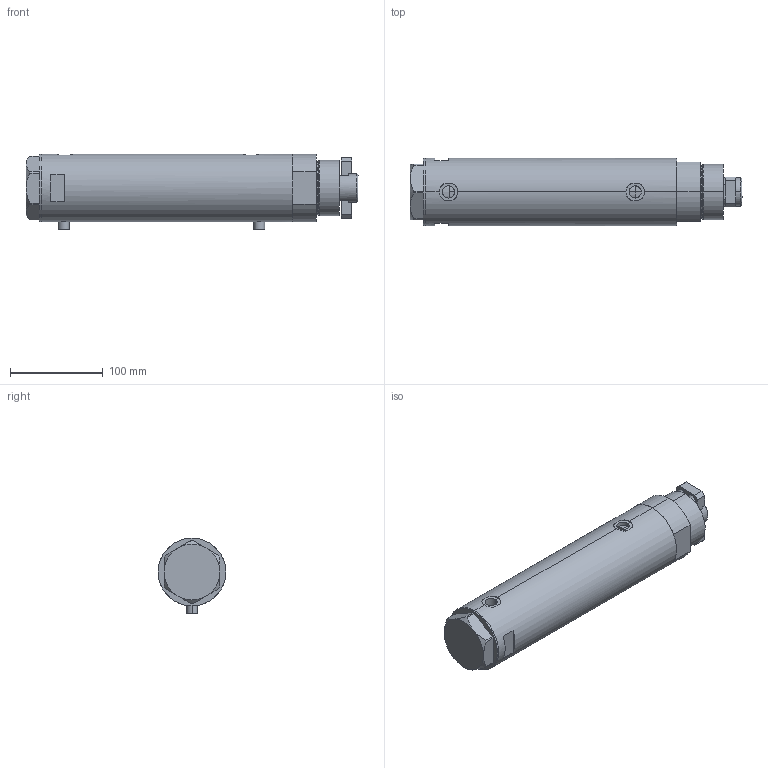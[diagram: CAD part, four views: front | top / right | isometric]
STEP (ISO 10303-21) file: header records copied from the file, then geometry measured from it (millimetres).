
FILE_DESCRIPTION (( 'STEP AP203' ), '1' );
FILE_NAME ('f517.STEP', '2024-02-11T10:04:59', ( '' ), ( '' ), 'SwSTEP 2.0', 'SolidWorks 2019', '' );
FILE_SCHEMA (( 'CONFIG_CONTROL_DESIGN' ));
Length unit declared in the file: millimetre
Products named in the file (6): f517; V270CG_RF211D 0b503309ee862da0a57e0ed310f23af5; V270CG_VC 0b503309ee862da0a57e0ed310f23af5; V270CG_MIDDLE 0b503309ee862da0a57e0ed310f23af5; V270CG_FRONT 0b503309ee862da0a57e0ed310f23af5; V270CG_BACK 0b503309ee862da0a57e0ed310f23af5
Assembly tree (6 placements, depth 2):
  f517
    V270CG_MIDDLE 0b503309ee862da0a57e0ed310f23af5
    V270CG_BACK 0b503309ee862da0a57e0ed310f23af5
    V270CG_FRONT 0b503309ee862da0a57e0ed310f23af5
    V270CG_VC 0b503309ee862da0a57e0ed310f23af5
    V270CG_RF211D 0b503309ee862da0a57e0ed310f23af5  x2
Bounding box: 357.5 x 73 x 81.5 mm (x, y, z)
Volume: 1254473.5 mm3; surface area: 204482.3 mm2
Topology: 6 solids, 6 shells, 160 faces, 373 edges, 235 vertices
Faces by surface type: plane 73, cylinder 67, cone 16, torus 4
Entity records: 5197 total; most frequent: CARTESIAN_POINT 1293, DIRECTION 719, ORIENTED_EDGE 646, EDGE_CURVE 323, AXIS2_PLACEMENT_3D 285, VERTEX_POINT 203, EDGE_LOOP 162, VECTOR 149
